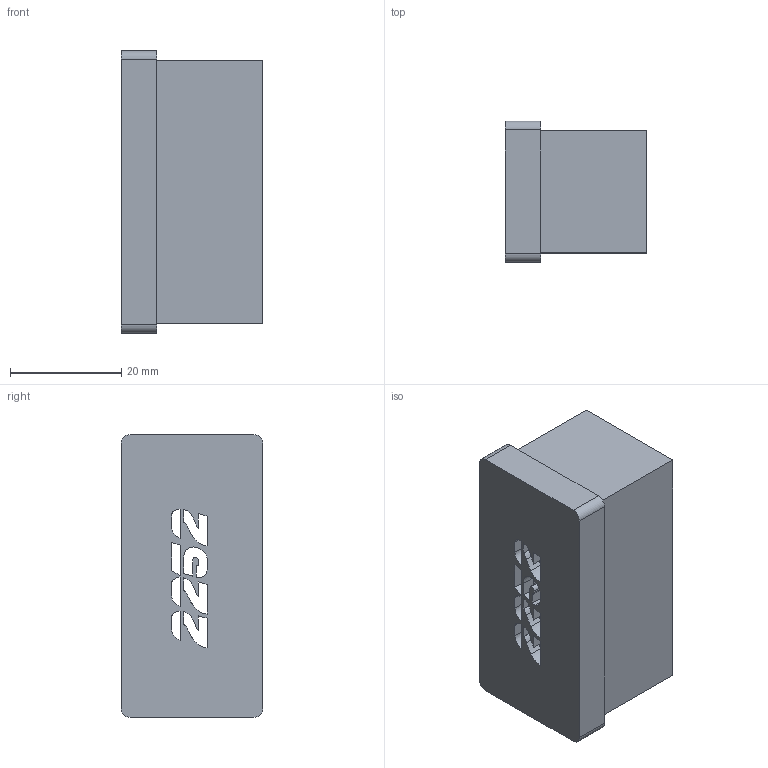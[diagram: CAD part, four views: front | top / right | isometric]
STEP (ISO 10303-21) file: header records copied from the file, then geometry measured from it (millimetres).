
FILE_DESCRIPTION(/* description */ (''),/* implementation_level */ '2;1');
FILE_NAME(/* name */ '3DP Tube Plug 3.2.stp',/* time_stamp */ '2025-03-06T15:35:38-05:00',/* author */ ('mavericks'),/* organization */ (''),/* preprocessor_version */ 'ST-DEVELOPER v19.2',/* originating_system */ 'Autodesk Inventor 2023',/* authorisation */ '');
FILE_SCHEMA (('AUTOMOTIVE_DESIGN { 1 0 10303 214 3 1 1 }'));
Length unit declared in the file: inch
Products named in the file (1): 3DP Tube Plug 2
Bounding box: 25.4 x 25.4 x 50.8 mm (x, y, z)
Volume: 11163.7 mm3; surface area: 9493.1 mm2
Topology: 1 solids, 1 shells, 93 faces, 264 edges, 177 vertices
Faces by surface type: plane 48, bspline 41, cylinder 4
Entity records: 3235 total; most frequent: CARTESIAN_POINT 1003, ORIENTED_EDGE 528, DIRECTION 296, EDGE_CURVE 264, VERTEX_POINT 176, LINE 174, VECTOR 174, EDGE_LOOP 112
